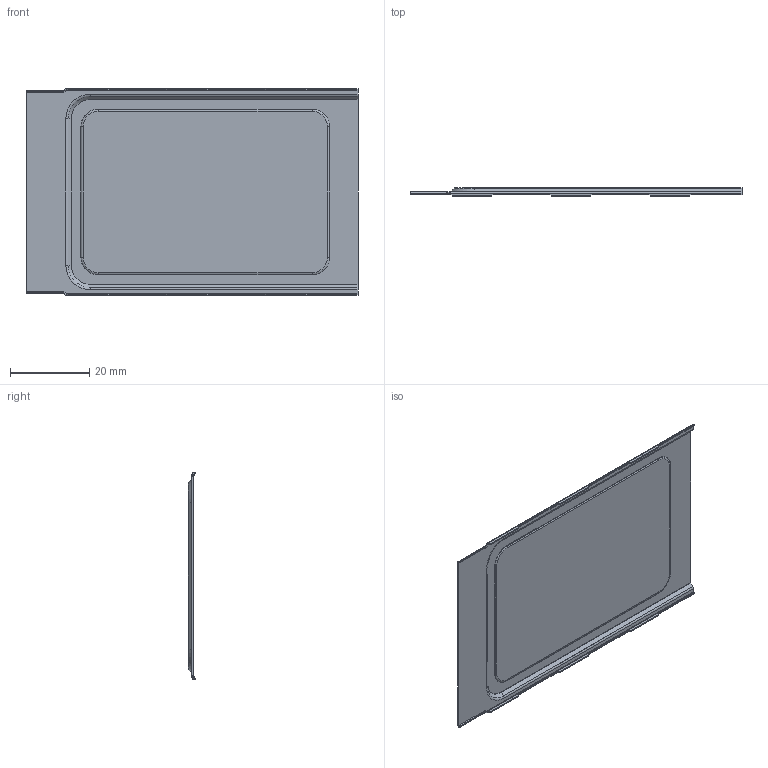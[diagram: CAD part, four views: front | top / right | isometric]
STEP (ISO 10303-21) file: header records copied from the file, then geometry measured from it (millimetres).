
FILE_DESCRIPTION (( 'STEP AP214' ), '1' );
FILE_NAME ('03.002 Êðûøêà.STEP', '2025-03-04T06:42:13', ( '' ), ( '' ), 'SwSTEP 2.0', 'SolidWorks 2022', '' );
FILE_SCHEMA (( 'AUTOMOTIVE_DESIGN' ));
Length unit declared in the file: millimetre
Products named in the file (1): 03.002 Крышка
Bounding box: 83.8 x 2 x 52.2 mm (x, y, z)
Volume: 1349.7 mm3; surface area: 9080.2 mm2
Topology: 1 solids, 1 shells, 152 faces, 358 edges, 208 vertices
Faces by surface type: plane 68, cylinder 48, torus 28, cone 4, sphere 4
Entity records: 4310 total; most frequent: DIRECTION 802, CARTESIAN_POINT 717, ORIENTED_EDGE 712, EDGE_CURVE 356, AXIS2_PLACEMENT_3D 293, VECTOR 216, LINE 216, VERTEX_POINT 208
